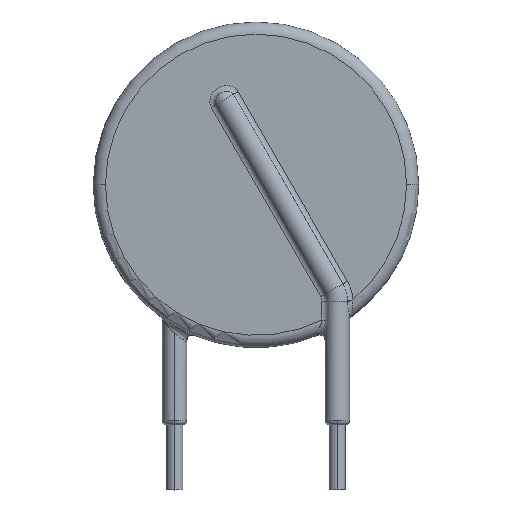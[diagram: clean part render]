
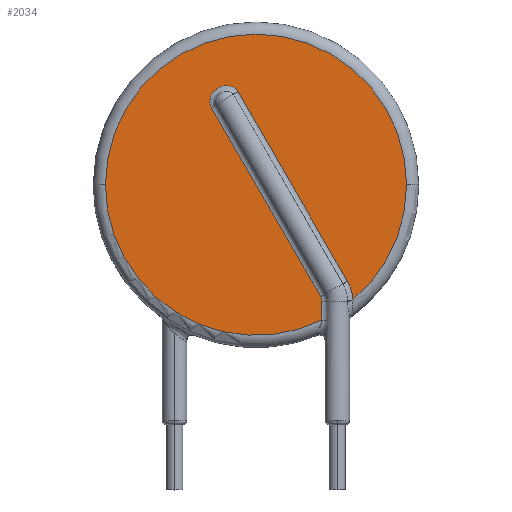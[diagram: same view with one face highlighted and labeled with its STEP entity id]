
A CAD part, top view. The second image highlights one B-rep face of the part: STEP entity #2034.
In plain terms, the highlighted planar face has unit normal (0, 0, 1).
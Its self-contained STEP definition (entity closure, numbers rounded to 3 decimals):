
#20 = ORIENTED_EDGE ( 'NONE', *, *, #2211, .T. ) ;
#313 = DIRECTION ( 'NONE',  ( 1., 0., 0. ) ) ;
#314 = DIRECTION ( 'NONE',  ( 0., 0., 1. ) ) ;
#315 = CARTESIAN_POINT ( 'NONE',  ( 8.5, 7.598, 2.25 ) ) ;
#318 = DIRECTION ( 'NONE',  ( -0.5, 0.866, 0. ) ) ;
#319 = VECTOR ( 'NONE', #318, 1000. ) ;
#320 = CARTESIAN_POINT ( 'NONE',  ( 2.25, 19.526, 2.25 ) ) ;
#321 = LINE ( 'NONE', #320, #319 ) ;
#324 = CIRCLE ( 'NONE', #325, 0.551 ) ;
#325 = AXIS2_PLACEMENT_3D ( 'NONE', #315, #314, #313 ) ;
#326 = CARTESIAN_POINT ( 'NONE',  ( 8.977, 7.874, 2.25 ) ) ;
#494 = FACE_OUTER_BOUND ( 'NONE', #2035, .T. ) ;
#511 = B_SPLINE_CURVE_WITH_KNOTS ( 'NONE', 3,
 ( #571, #570, #569, #568, #567, #566, #565, #564, #563, #562, #561, #560, #559, #558, #557, #556 ),
 .UNSPECIFIED., .F., .F.,
 ( 4, 2, 2, 2, 2, 2, 2, 4 ),
 ( 0., 0., 0.001, 0.001, 0.001, 0.002, 0.002, 0.003 ),
 .UNSPECIFIED. ) ;
#512 = CARTESIAN_POINT ( 'NONE',  ( 3.893, 20.474, 2.25 ) ) ;
#529 = DIRECTION ( 'NONE',  ( 1., 0., 0. ) ) ;
#530 = DIRECTION ( 'NONE',  ( 0., 0., 1. ) ) ;
#531 = CARTESIAN_POINT ( 'NONE',  ( 14.25, 14.75, 2.25 ) ) ;
#532 = AXIS2_PLACEMENT_3D ( 'NONE', #531, #530, #529 ) ;
#534 = PLANE ( 'NONE',  #532 ) ;
#552 = DIRECTION ( 'NONE',  ( 0., 1., 0. ) ) ;
#553 = VECTOR ( 'NONE', #552, 1000. ) ;
#554 = CARTESIAN_POINT ( 'NONE',  ( 9.051, 14.75, 2.25 ) ) ;
#555 = LINE ( 'NONE', #554, #553 ) ;
#556 = CARTESIAN_POINT ( 'NONE',  ( 3.893, 20.474, 2.25 ) ) ;
#557 = CARTESIAN_POINT ( 'NONE',  ( 3.836, 20.575, 2.25 ) ) ;
#558 = CARTESIAN_POINT ( 'NONE',  ( 3.749, 20.654, 2.25 ) ) ;
#559 = CARTESIAN_POINT ( 'NONE',  ( 3.55, 20.771, 2.25 ) ) ;
#560 = CARTESIAN_POINT ( 'NONE',  ( 3.442, 20.807, 2.25 ) ) ;
#561 = CARTESIAN_POINT ( 'NONE',  ( 3.101, 20.859, 2.25 ) ) ;
#562 = CARTESIAN_POINT ( 'NONE',  ( 2.868, 20.813, 2.25 ) ) ;
#563 = CARTESIAN_POINT ( 'NONE',  ( 2.57, 20.641, 2.25 ) ) ;
#564 = CARTESIAN_POINT ( 'NONE',  ( 2.482, 20.569, 2.25 ) ) ;
#565 = CARTESIAN_POINT ( 'NONE',  ( 2.331, 20.395, 2.25 ) ) ;
#566 = CARTESIAN_POINT ( 'NONE',  ( 2.271, 20.297, 2.25 ) ) ;
#567 = CARTESIAN_POINT ( 'NONE',  ( 2.188, 20.083, 2.25 ) ) ;
#568 = CARTESIAN_POINT ( 'NONE',  ( 2.165, 19.969, 2.25 ) ) ;
#569 = CARTESIAN_POINT ( 'NONE',  ( 2.167, 19.741, 2.25 ) ) ;
#570 = CARTESIAN_POINT ( 'NONE',  ( 2.192, 19.626, 2.25 ) ) ;
#571 = CARTESIAN_POINT ( 'NONE',  ( 2.25, 19.526, 2.25 ) ) ;
#603 = CARTESIAN_POINT ( 'NONE',  ( 9.051, 7.598, 2.25 ) ) ;
#604 = CARTESIAN_POINT ( 'NONE',  ( 2.25, 19.526, 2.25 ) ) ;
#710 = CARTESIAN_POINT ( 'NONE',  ( 14.25, 14.75, 2.25 ) ) ;
#711 = DIRECTION ( 'NONE',  ( 1., 0., 0. ) ) ;
#712 = DIRECTION ( 'NONE',  ( 0., 0., 1. ) ) ;
#713 = CARTESIAN_POINT ( 'NONE',  ( 5., 14.75, 2.25 ) ) ;
#714 = AXIS2_PLACEMENT_3D ( 'NONE', #713, #712, #711 ) ;
#715 = CIRCLE ( 'NONE', #714, 9.25 ) ;
#716 = CARTESIAN_POINT ( 'NONE',  ( -4.25, 14.75, 2.25 ) ) ;
#774 = CARTESIAN_POINT ( 'NONE',  ( 10.948, 7.666, 2.25 ) ) ;
#775 = DIRECTION ( 'NONE',  ( 1., 0., 0. ) ) ;
#776 = DIRECTION ( 'NONE',  ( 0., 0., 1. ) ) ;
#777 = CARTESIAN_POINT ( 'NONE',  ( 5., 14.75, 2.25 ) ) ;
#778 = AXIS2_PLACEMENT_3D ( 'NONE', #777, #776, #775 ) ;
#779 = CIRCLE ( 'NONE', #778, 9.25 ) ;
#1095 = CARTESIAN_POINT ( 'NONE',  ( 5., 14.75, 2.25 ) ) ;
#1150 = CARTESIAN_POINT ( 'NONE',  ( 9.051, 6.434, 2.25 ) ) ;
#1151 = DIRECTION ( 'NONE',  ( 1., 0., 0. ) ) ;
#1152 = DIRECTION ( 'NONE',  ( 0., 0., 1. ) ) ;
#1153 = AXIS2_PLACEMENT_3D ( 'NONE', #1095, #1152, #1151 ) ;
#1154 = CIRCLE ( 'NONE', #1153, 9.25 ) ;
#1238 = DIRECTION ( 'NONE',  ( 1., 0., 0. ) ) ;
#1239 = DIRECTION ( 'NONE',  ( 0., 0., -1. ) ) ;
#1240 = CARTESIAN_POINT ( 'NONE',  ( 8.5, 7.598, 2.25 ) ) ;
#1241 = AXIS2_PLACEMENT_3D ( 'NONE', #1240, #1239, #1238 ) ;
#1242 = CIRCLE ( 'NONE', #1241, 2.449 ) ;
#1244 = CARTESIAN_POINT ( 'NONE',  ( 10.621, 8.822, 2.25 ) ) ;
#1245 = DIRECTION ( 'NONE',  ( 0.5, -0.866, 0. ) ) ;
#1246 = VECTOR ( 'NONE', #1245, 1000. ) ;
#1247 = CARTESIAN_POINT ( 'NONE',  ( 10.621, 8.822, 2.25 ) ) ;
#1248 = LINE ( 'NONE', #1247, #1246 ) ;
#2034 = ADVANCED_FACE ( 'NONE', ( #494 ), #534, .T. ) ;
#2035 = EDGE_LOOP ( 'NONE', ( #2036, #2251, #20, #2061, #2055, #2058, #2047, #2264, #2267 ) ) ;
#2036 = ORIENTED_EDGE ( 'NONE', *, *, #2101, .T. ) ;
#2047 = ORIENTED_EDGE ( 'NONE', *, *, #2048, .T. ) ;
#2048 = EDGE_CURVE ( 'NONE', #2060, #2049, #511, .T. ) ;
#2049 = VERTEX_POINT ( 'NONE', #512 ) ;
#2054 = EDGE_CURVE ( 'NONE', #2212, #2062, #555, .T. ) ;
#2055 = ORIENTED_EDGE ( 'NONE', *, *, #2056, .T. ) ;
#2056 = EDGE_CURVE ( 'NONE', #2062, #2057, #324, .T. ) ;
#2057 = VERTEX_POINT ( 'NONE', #326 ) ;
#2058 = ORIENTED_EDGE ( 'NONE', *, *, #2059, .T. ) ;
#2059 = EDGE_CURVE ( 'NONE', #2057, #2060, #321, .T. ) ;
#2060 = VERTEX_POINT ( 'NONE', #604 ) ;
#2061 = ORIENTED_EDGE ( 'NONE', *, *, #2054, .T. ) ;
#2062 = VERTEX_POINT ( 'NONE', #603 ) ;
#2088 = VERTEX_POINT ( 'NONE', #716 ) ;
#2090 = EDGE_CURVE ( 'NONE', #2091, #2088, #715, .T. ) ;
#2091 = VERTEX_POINT ( 'NONE', #710 ) ;
#2101 = EDGE_CURVE ( 'NONE', #2102, #2091, #779, .T. ) ;
#2102 = VERTEX_POINT ( 'NONE', #774 ) ;
#2211 = EDGE_CURVE ( 'NONE', #2088, #2212, #1154, .T. ) ;
#2212 = VERTEX_POINT ( 'NONE', #1150 ) ;
#2251 = ORIENTED_EDGE ( 'NONE', *, *, #2090, .T. ) ;
#2264 = ORIENTED_EDGE ( 'NONE', *, *, #2265, .T. ) ;
#2265 = EDGE_CURVE ( 'NONE', #2049, #2266, #1248, .T. ) ;
#2266 = VERTEX_POINT ( 'NONE', #1244 ) ;
#2267 = ORIENTED_EDGE ( 'NONE', *, *, #2268, .T. ) ;
#2268 = EDGE_CURVE ( 'NONE', #2266, #2102, #1242, .T. ) ;
